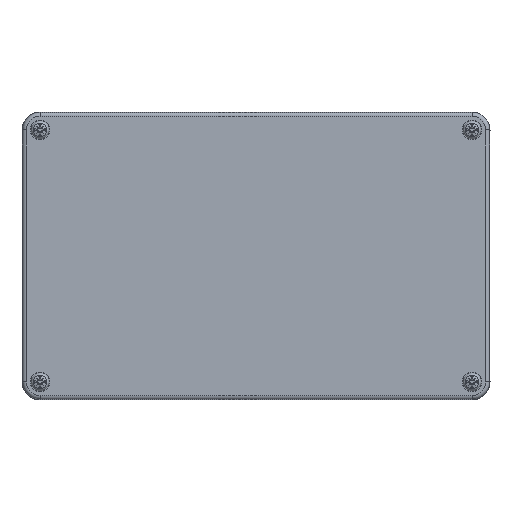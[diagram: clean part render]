
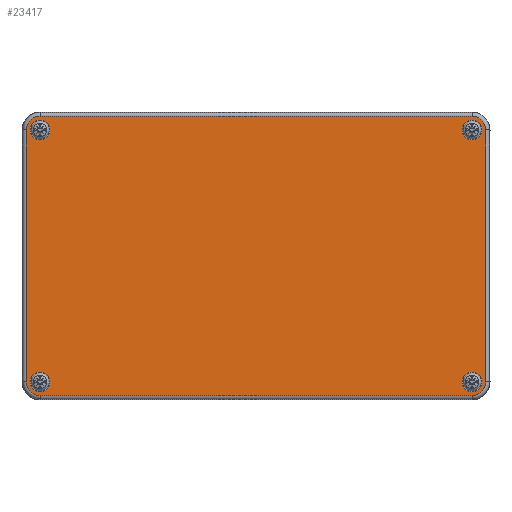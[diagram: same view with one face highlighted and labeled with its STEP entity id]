
A CAD part, top view. The second image highlights one B-rep face of the part: STEP entity #23417.
In plain terms, the highlighted planar face has unit normal (0, 0, 1).
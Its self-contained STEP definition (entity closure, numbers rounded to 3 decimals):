
#702=CIRCLE('',#24972,7.686);
#708=CIRCLE('',#24980,7.686);
#712=CIRCLE('',#24986,7.686);
#716=CIRCLE('',#24992,7.686);
#719=CIRCLE('',#25001,5.5);
#720=CIRCLE('',#25002,5.5);
#721=CIRCLE('',#25003,5.5);
#722=CIRCLE('',#25004,5.5);
#2792=LINE('',#40485,#4702);
#2794=LINE('',#40497,#4704);
#2796=LINE('',#40509,#4706);
#2798=LINE('',#40518,#4708);
#4702=VECTOR('',#29323,10.);
#4704=VECTOR('',#29337,10.);
#4706=VECTOR('',#29351,10.);
#4708=VECTOR('',#29363,10.);
#5718=FACE_BOUND('',#8284,.T.);
#5719=FACE_BOUND('',#8285,.T.);
#5720=FACE_BOUND('',#8286,.T.);
#5721=FACE_BOUND('',#8287,.T.);
#6701=FACE_OUTER_BOUND('',#8283,.T.);
#8283=EDGE_LOOP('',(#19568,#19569,#19570,#19571,#19572,#19573,#19574,#19575));
#8284=EDGE_LOOP('',(#19576));
#8285=EDGE_LOOP('',(#19577));
#8286=EDGE_LOOP('',(#19578));
#8287=EDGE_LOOP('',(#19579));
#10942=VERTEX_POINT('',#40473);
#10943=VERTEX_POINT('',#40475);
#10945=VERTEX_POINT('',#40481);
#10947=VERTEX_POINT('',#40487);
#10949=VERTEX_POINT('',#40493);
#10951=VERTEX_POINT('',#40499);
#10953=VERTEX_POINT('',#40505);
#10955=VERTEX_POINT('',#40511);
#10962=VERTEX_POINT('',#40538);
#10963=VERTEX_POINT('',#40540);
#10964=VERTEX_POINT('',#40542);
#10965=VERTEX_POINT('',#40544);
#13898=EDGE_CURVE('',#10942,#10943,#702,.T.);
#13903=EDGE_CURVE('',#10943,#10945,#2792,.T.);
#13906=EDGE_CURVE('',#10945,#10947,#708,.T.);
#13909=EDGE_CURVE('',#10947,#10949,#2794,.T.);
#13912=EDGE_CURVE('',#10949,#10951,#712,.T.);
#13915=EDGE_CURVE('',#10951,#10953,#2796,.T.);
#13918=EDGE_CURVE('',#10953,#10955,#716,.T.);
#13920=EDGE_CURVE('',#10955,#10942,#2798,.T.);
#13930=EDGE_CURVE('',#10962,#10962,#719,.T.);
#13931=EDGE_CURVE('',#10963,#10963,#720,.T.);
#13932=EDGE_CURVE('',#10964,#10964,#721,.T.);
#13933=EDGE_CURVE('',#10965,#10965,#722,.T.);
#19568=ORIENTED_EDGE('',*,*,#13898,.F.);
#19569=ORIENTED_EDGE('',*,*,#13920,.F.);
#19570=ORIENTED_EDGE('',*,*,#13918,.F.);
#19571=ORIENTED_EDGE('',*,*,#13915,.F.);
#19572=ORIENTED_EDGE('',*,*,#13912,.F.);
#19573=ORIENTED_EDGE('',*,*,#13909,.F.);
#19574=ORIENTED_EDGE('',*,*,#13906,.F.);
#19575=ORIENTED_EDGE('',*,*,#13903,.F.);
#19576=ORIENTED_EDGE('',*,*,#13930,.T.);
#19577=ORIENTED_EDGE('',*,*,#13931,.T.);
#19578=ORIENTED_EDGE('',*,*,#13932,.T.);
#19579=ORIENTED_EDGE('',*,*,#13933,.T.);
#22291=PLANE('',#25000);
#23417=ADVANCED_FACE('',(#6701,#5718,#5719,#5720,#5721),#22291,.T.);
#24972=AXIS2_PLACEMENT_3D('',#40476,#29312,#29313);
#24980=AXIS2_PLACEMENT_3D('',#40491,#29330,#29331);
#24986=AXIS2_PLACEMENT_3D('',#40503,#29344,#29345);
#24992=AXIS2_PLACEMENT_3D('',#40515,#29358,#29359);
#25000=AXIS2_PLACEMENT_3D('',#40537,#29383,#29384);
#25001=AXIS2_PLACEMENT_3D('',#40539,#29385,#29386);
#25002=AXIS2_PLACEMENT_3D('',#40541,#29387,#29388);
#25003=AXIS2_PLACEMENT_3D('',#40543,#29389,#29390);
#25004=AXIS2_PLACEMENT_3D('',#40545,#29391,#29392);
#29312=DIRECTION('center_axis',(0.,0.,-1.));
#29313=DIRECTION('ref_axis',(0.707,-0.707,0.));
#29323=DIRECTION('',(-1.,0.,0.));
#29330=DIRECTION('center_axis',(0.,0.,-1.));
#29331=DIRECTION('ref_axis',(-0.707,-0.707,0.));
#29337=DIRECTION('',(0.,1.,0.));
#29344=DIRECTION('center_axis',(0.,0.,-1.));
#29345=DIRECTION('ref_axis',(-0.707,0.707,0.));
#29351=DIRECTION('',(1.,0.,0.));
#29358=DIRECTION('center_axis',(0.,0.,-1.));
#29359=DIRECTION('ref_axis',(0.707,0.707,0.));
#29363=DIRECTION('',(0.,-1.,0.));
#29383=DIRECTION('center_axis',(0.,0.,1.));
#29384=DIRECTION('ref_axis',(1.,0.,0.));
#29385=DIRECTION('center_axis',(0.,0.,-1.));
#29386=DIRECTION('ref_axis',(-1.,0.,0.));
#29387=DIRECTION('center_axis',(0.,0.,-1.));
#29388=DIRECTION('ref_axis',(-1.,0.,0.));
#29389=DIRECTION('center_axis',(0.,0.,-1.));
#29390=DIRECTION('ref_axis',(-1.,0.,0.));
#29391=DIRECTION('center_axis',(0.,0.,-1.));
#29392=DIRECTION('ref_axis',(-1.,0.,0.));
#40473=CARTESIAN_POINT('',(127.686,-70.,20.));
#40475=CARTESIAN_POINT('',(120.,-77.686,20.));
#40476=CARTESIAN_POINT('Origin',(120.,-70.,20.));
#40481=CARTESIAN_POINT('',(-120.,-77.686,20.));
#40485=CARTESIAN_POINT('',(60.,-77.686,20.));
#40487=CARTESIAN_POINT('',(-127.686,-70.,20.));
#40491=CARTESIAN_POINT('Origin',(-120.,-70.,20.));
#40493=CARTESIAN_POINT('',(-127.686,70.,20.));
#40497=CARTESIAN_POINT('',(-127.686,-35.,20.));
#40499=CARTESIAN_POINT('',(-120.,77.686,20.));
#40503=CARTESIAN_POINT('Origin',(-120.,70.,20.));
#40505=CARTESIAN_POINT('',(120.,77.686,20.));
#40509=CARTESIAN_POINT('',(-60.,77.686,20.));
#40511=CARTESIAN_POINT('',(127.686,70.,20.));
#40515=CARTESIAN_POINT('Origin',(120.,70.,20.));
#40518=CARTESIAN_POINT('',(127.686,35.,20.));
#40537=CARTESIAN_POINT('Origin',(0.,0.,
20.));
#40538=CARTESIAN_POINT('',(-114.5,70.,20.));
#40539=CARTESIAN_POINT('Origin',(-120.,70.,20.));
#40540=CARTESIAN_POINT('',(125.5,70.,20.));
#40541=CARTESIAN_POINT('Origin',(120.,70.,20.));
#40542=CARTESIAN_POINT('',(125.5,-70.,20.));
#40543=CARTESIAN_POINT('Origin',(120.,-70.,20.));
#40544=CARTESIAN_POINT('',(-114.5,-70.,20.));
#40545=CARTESIAN_POINT('Origin',(-120.,-70.,20.));
